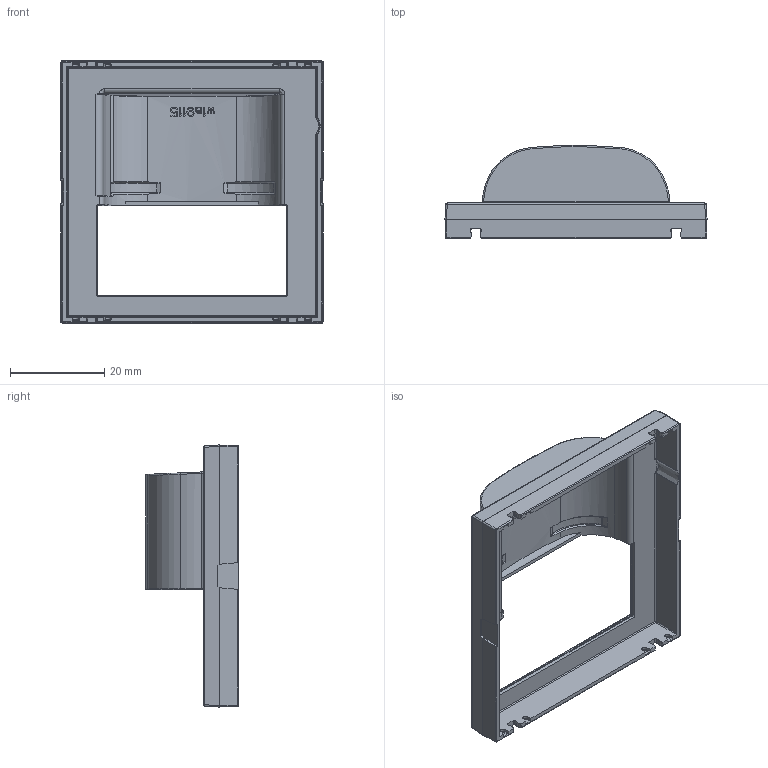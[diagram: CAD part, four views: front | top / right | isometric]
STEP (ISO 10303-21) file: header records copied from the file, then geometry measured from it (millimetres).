
FILE_DESCRIPTION((''),'2;1');
FILE_NAME('WAN7030WG_ASM','2025-04-15T14:35:01',('weberr1'),(''),'CREO PARAMETRIC BY PTC INC, 2023154','CREO PARAMETRIC BY PTC INC, 2023154','');
FILE_SCHEMA(('AP242_MANAGED_MODEL_BASED_3D_ENGINEERING_MIM_LF { 1 0 10303 442 1 1 4 }'));
Length unit declared in the file: millimetre
Products named in the file (2): W1A9115_80; WAN7030WG_ASM
Assembly tree (1 placements, depth 2):
  WAN7030WG_ASM
    W1A9115_80
Bounding box: 55.6 x 19.7 x 55.6 mm (x, y, z)
Volume: 5329.9 mm3; surface area: 9153.7 mm2
Topology: 1 solids, 1 shells, 500 faces, 1349 edges, 860 vertices
Faces by surface type: plane 281, cylinder 114, bspline 64, cone 17, sphere 16, extrusion 5, torus 3
Entity records: 25292 total; most frequent: CARTESIAN_POINT 9610, ORIENTED_EDGE 2698, DIRECTION 1863, PRESENTATION_STYLE_ASSIGNMENT 1350, STYLED_ITEM 1350, CURVE_STYLE 1349, EDGE_CURVE 1349, VERTEX_POINT 860
